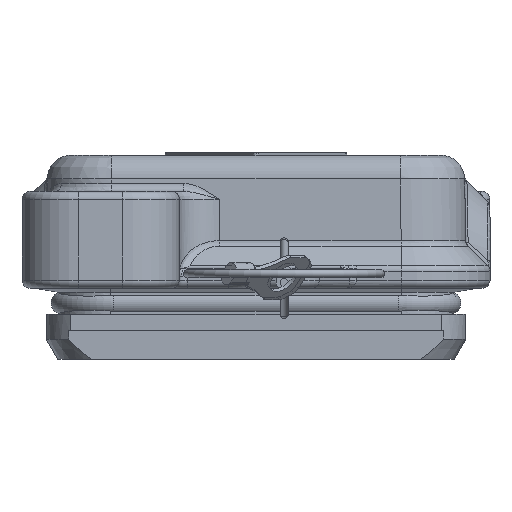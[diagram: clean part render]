
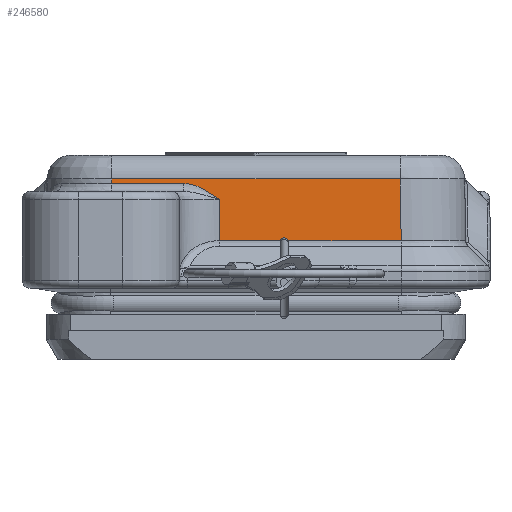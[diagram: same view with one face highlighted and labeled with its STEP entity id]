
A CAD part, left-side view. The second image highlights one B-rep face of the part: STEP entity #246580.
In plain terms, the highlighted face is planar.
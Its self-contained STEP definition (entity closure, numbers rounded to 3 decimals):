
#131850=CARTESIAN_POINT('',(124.478,-13.845,
-44.095));
#131860=DIRECTION('',(-0.017,-1.,
0.017));
#131870=VECTOR('',#131860,1.);
#131880=LINE('',#131850,#131870);
#131890=CARTESIAN_POINT('',(124.254,-26.688,
-43.871));
#131900=VERTEX_POINT('',#131890);
#131910=CARTESIAN_POINT('',(124.244,-27.258,
-43.861));
#131920=VERTEX_POINT('',#131910);
#131930=EDGE_CURVE('',#131900,#131920,#131880,.T.);
#201720=CARTESIAN_POINT('',(124.254,-26.688,
-30.82));
#201730=DIRECTION('',(0.,0.,-1.));
#201740=VECTOR('',#201730,1.);
#201750=LINE('',#201720,#201740);
#201760=CARTESIAN_POINT('',(124.254,-26.688,
-34.941));
#201770=VERTEX_POINT('',#201760);
#201780=EDGE_CURVE('',#201770,#131900,#201750,.T.);
#227680=CARTESIAN_POINT('',(124.289,-24.723,
-30.5));
#227690=VERTEX_POINT('',#227680);
#227720=CARTESIAN_POINT('',(124.482,-13.619,
-30.5));
#227730=DIRECTION('',(0.017,1.,0.));
#227740=VECTOR('',#227730,1.);
#227750=LINE('',#227720,#227740);
#227760=CARTESIAN_POINT('',(124.378,-19.61,
-30.5));
#227770=VERTEX_POINT('',#227760);
#227780=EDGE_CURVE('',#227690,#227770,#227750,.T.);
#230820=CARTESIAN_POINT('',(124.378,-19.61,
-8.006));
#230830=VERTEX_POINT('',#230820);
#231020=CARTESIAN_POINT('',(124.378,-19.61,
-30.5));
#231030=CARTESIAN_POINT('',(124.378,-19.61,
-30.442));
#231040=CARTESIAN_POINT('',(124.378,-19.61,
-30.383));
#231050=CARTESIAN_POINT('',(124.378,-19.61,
-26.65));
#231060=CARTESIAN_POINT('',(124.378,-19.61,
-22.975));
#231070=CARTESIAN_POINT('',(124.378,-19.61,
-15.594));
#231080=CARTESIAN_POINT('',(124.378,-19.61,
-11.887));
#231090=CARTESIAN_POINT('',(124.378,-19.61,
-8.122));
#231100=CARTESIAN_POINT('',(124.378,-19.61,
-8.064));
#231110=CARTESIAN_POINT('',(124.378,-19.61,
-8.006));
#231120=B_SPLINE_CURVE_WITH_KNOTS('',3,(#231020,#231030,#231040,#231050,
#231060,#231070,#231080,#231090,#231100,#231110),.UNSPECIFIED.,.F.,.F.,(
4,2,2,2,4),(0.,0.175,11.2,22.319,
22.497),.UNSPECIFIED.);
#231130=EDGE_CURVE('',#227770,#230830,#231120,.T.);
#245540=CARTESIAN_POINT('',(124.122,-34.279,
-25.903));
#245550=DIRECTION('',(-1.,0.017,0.));
#245560=DIRECTION('',(0.017,1.,0.));
#245570=AXIS2_PLACEMENT_3D('',#245540,#245550,#245560);
#245580=PLANE('',#245570);
#245590=ORIENTED_EDGE('',*,*,#227780,.T.);
#245600=CARTESIAN_POINT('',(124.289,-24.723,
-30.5));
#245610=CARTESIAN_POINT('',(124.289,-24.726,
-30.504));
#245620=CARTESIAN_POINT('',(124.288,-24.729,
-30.508));
#245630=CARTESIAN_POINT('',(124.288,-24.735,
-30.517));
#245640=CARTESIAN_POINT('',(124.288,-24.738,
-30.521));
#245650=CARTESIAN_POINT('',(124.288,-24.747,
-30.534));
#245660=CARTESIAN_POINT('',(124.288,-24.753,
-30.542));
#245670=CARTESIAN_POINT('',(124.288,-24.771,
-30.567));
#245680=CARTESIAN_POINT('',(124.288,-24.783,
-30.584));
#245690=CARTESIAN_POINT('',(124.287,-24.819,
-30.635));
#245700=CARTESIAN_POINT('',(124.287,-24.842,
-30.669));
#245710=CARTESIAN_POINT('',(124.285,-24.914,
-30.77));
#245720=CARTESIAN_POINT('',(124.284,-24.961,
-30.837));
#245730=CARTESIAN_POINT('',(124.283,-25.039,
-30.949));
#245740=CARTESIAN_POINT('',(124.283,-25.069,
-30.993));
#245750=CARTESIAN_POINT('',(124.281,-25.13,
-31.082));
#245760=CARTESIAN_POINT('',(124.281,-25.161,
-31.126));
#245770=CARTESIAN_POINT('',(124.279,-25.252,
-31.259));
#245780=CARTESIAN_POINT('',(124.278,-25.311,
-31.349));
#245790=CARTESIAN_POINT('',(124.277,-25.4,
-31.483));
#245800=CARTESIAN_POINT('',(124.276,-25.43,
-31.528));
#245810=CARTESIAN_POINT('',(124.275,-25.488,
-31.619));
#245820=CARTESIAN_POINT('',(124.275,-25.517,
-31.664));
#245830=CARTESIAN_POINT('',(124.274,-25.574,
-31.755));
#245840=CARTESIAN_POINT('',(124.273,-25.603,
-31.801));
#245850=CARTESIAN_POINT('',(124.272,-25.659,
-31.892));
#245860=CARTESIAN_POINT('',(124.272,-25.687,
-31.938));
#245870=CARTESIAN_POINT('',(124.271,-25.745,
-32.035));
#245880=CARTESIAN_POINT('',(124.27,-25.775,
-32.086));
#245890=CARTESIAN_POINT('',(124.269,-25.834,
-32.189));
#245900=CARTESIAN_POINT('',(124.269,-25.863,
-32.241));
#245910=CARTESIAN_POINT('',(124.268,-25.92,
-32.344));
#245920=CARTESIAN_POINT('',(124.267,-25.948,
-32.397));
#245930=CARTESIAN_POINT('',(124.266,-26.004,
-32.501));
#245940=CARTESIAN_POINT('',(124.266,-26.031,
-32.554));
#245950=CARTESIAN_POINT('',(124.265,-26.084,
-32.66));
#245960=CARTESIAN_POINT('',(124.264,-26.11,
-32.713));
#245970=CARTESIAN_POINT('',(124.264,-26.161,
-32.82));
#245980=CARTESIAN_POINT('',(124.263,-26.186,
-32.874));
#245990=CARTESIAN_POINT('',(124.262,-26.234,
-32.982));
#246000=CARTESIAN_POINT('',(124.262,-26.257,
-33.036));
#246010=CARTESIAN_POINT('',(124.261,-26.303,
-33.146));
#246020=CARTESIAN_POINT('',(124.261,-26.325,
-33.201));
#246030=CARTESIAN_POINT('',(124.26,-26.367,
-33.311));
#246040=CARTESIAN_POINT('',(124.26,-26.388,
-33.366));
#246050=CARTESIAN_POINT('',(124.259,-26.427,
-33.477));
#246060=CARTESIAN_POINT('',(124.259,-26.446,
-33.533));
#246070=CARTESIAN_POINT('',(124.258,-26.481,
-33.645));
#246080=CARTESIAN_POINT('',(124.258,-26.498,
-33.702));
#246090=CARTESIAN_POINT('',(124.257,-26.53,
-33.815));
#246100=CARTESIAN_POINT('',(124.257,-26.545,
-33.872));
#246110=CARTESIAN_POINT('',(124.256,-26.574,
-33.986));
#246120=CARTESIAN_POINT('',(124.256,-26.587,
-34.044));
#246130=CARTESIAN_POINT('',(124.256,-26.61,
-34.159));
#246140=CARTESIAN_POINT('',(124.255,-26.621,
-34.217));
#246150=CARTESIAN_POINT('',(124.255,-26.641,
-34.333));
#246160=CARTESIAN_POINT('',(124.255,-26.649,
-34.391));
#246170=CARTESIAN_POINT('',(124.255,-26.664,
-34.508));
#246180=CARTESIAN_POINT('',(124.255,-26.67,
-34.566));
#246190=CARTESIAN_POINT('',(124.255,-26.676,
-34.638));
#246200=CARTESIAN_POINT('',(124.254,-26.677,
-34.651));
#246210=CARTESIAN_POINT('',(124.254,-26.679,
-34.677));
#246220=CARTESIAN_POINT('',(124.254,-26.68,
-34.69));
#246230=CARTESIAN_POINT('',(124.254,-26.682,
-34.717));
#246240=CARTESIAN_POINT('',(124.254,-26.682,
-34.73));
#246250=CARTESIAN_POINT('',(124.254,-26.684,
-34.756));
#246260=CARTESIAN_POINT('',(124.254,-26.684,
-34.769));
#246270=CARTESIAN_POINT('',(124.254,-26.686,
-34.796));
#246280=CARTESIAN_POINT('',(124.254,-26.686,
-34.809));
#246290=CARTESIAN_POINT('',(124.254,-26.687,
-34.835));
#246300=CARTESIAN_POINT('',(124.254,-26.687,
-34.848));
#246310=CARTESIAN_POINT('',(124.254,-26.688,
-34.875));
#246320=CARTESIAN_POINT('',(124.254,-26.688,
-34.888));
#246330=CARTESIAN_POINT('',(124.254,-26.688,
-34.914));
#246340=CARTESIAN_POINT('',(124.254,-26.688,
-34.928));
#246350=CARTESIAN_POINT('',(124.254,-26.688,
-34.941));
#246360=B_SPLINE_CURVE_WITH_KNOTS('',3,(#245600,#245610,#245620,#245630,
#245640,#245650,#245660,#245670,#245680,#245690,#245700,#245710,#245720,
#245730,#245740,#245750,#245760,#245770,#245780,#245790,#245800,#245810,
#245820,#245830,#245840,#245850,#245860,#245870,#245880,#245890,#245900,
#245910,#245920,#245930,#245940,#245950,#245960,#245970,#245980,#245990,
#246000,#246010,#246020,#246030,#246040,#246050,#246060,#246070,#246080,
#246090,#246100,#246110,#246120,#246130,#246140,#246150,#246160,#246170,
#246180,#246190,#246200,#246210,#246220,#246230,#246240,#246250,#246260,
#246270,#246280,#246290,#246300,#246310,#246320,#246330,#246340,#246350)
,.UNSPECIFIED.,.F.,.F.,(4,2,2,2,2,2,2,2,2,2,2,2,2,2,2,2,2,2,2,2,2,2,2,2,
2,2,2,2,2,2,2,2,2,2,2,2,2,4),(0.,0.016,0.032,
0.063,0.127,0.254,0.507
,0.671,0.836,1.163,1.326,
1.489,1.651,1.812,1.989,
2.165,2.341,2.515,2.688,
2.86,3.03,3.2,3.367,
3.533,3.697,3.861,4.022,
4.182,4.341,4.498,4.533,
4.568,4.603,4.638,4.672,
4.707,4.742,4.777),.UNSPECIFIED.);
#246370=EDGE_CURVE('',#227690,#201770,#246360,.T.);
#246380=ORIENTED_EDGE('',*,*,#246370,.F.);
#246390=ORIENTED_EDGE('',*,*,#201780,.F.);
#246400=ORIENTED_EDGE('',*,*,#131930,.F.);
#246410=CARTESIAN_POINT('',(124.244,-27.258,
-26.));
#246420=DIRECTION('',(0.,0.,-1.));
#246430=VECTOR('',#246420,1.);
#246440=LINE('',#246410,#246430);
#246450=CARTESIAN_POINT('',(124.244,-27.258,
-8.139));
#246460=VERTEX_POINT('',#246450);
#246470=EDGE_CURVE('',#246460,#131920,#246440,.T.);
#246480=ORIENTED_EDGE('',*,*,#246470,.T.);
#246490=CARTESIAN_POINT('',(124.478,-13.845,
-7.905));
#246500=DIRECTION('',(-0.017,-1.,
-0.017));
#246510=VECTOR('',#246500,1.);
#246520=LINE('',#246490,#246510);
#246530=EDGE_CURVE('',#230830,#246460,#246520,.T.);
#246540=ORIENTED_EDGE('',*,*,#246530,.T.);
#246550=ORIENTED_EDGE('',*,*,#231130,.T.);
#246560=EDGE_LOOP('',(#246550,#246540,#246480,#246400,#246390,#246380,
#245590));
#246570=FACE_OUTER_BOUND('',#246560,.T.);
#246580=ADVANCED_FACE('',(#246570),#245580,.F.);
